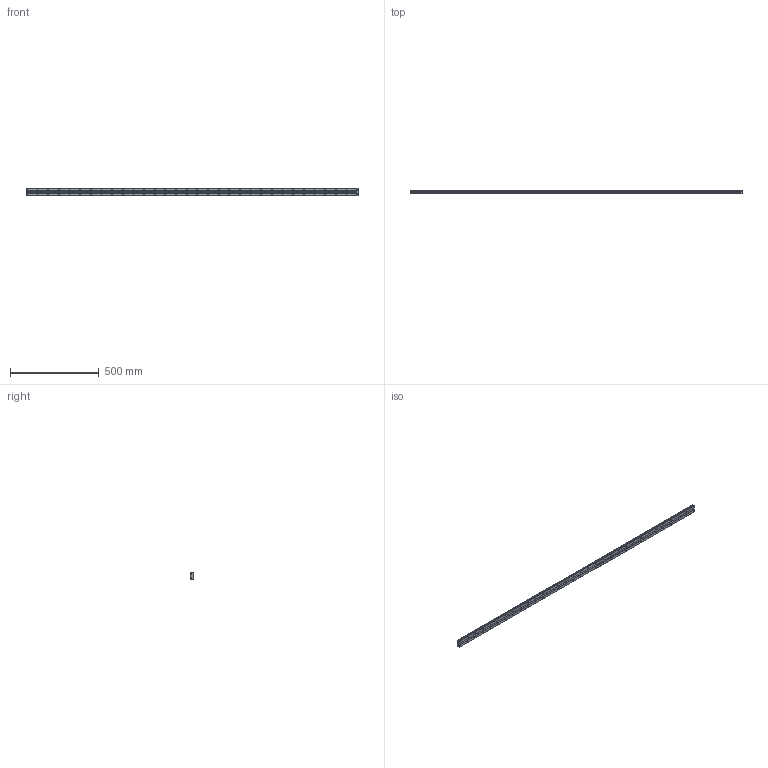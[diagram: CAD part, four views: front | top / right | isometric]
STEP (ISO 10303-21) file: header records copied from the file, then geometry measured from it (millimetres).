
FILE_DESCRIPTION (( 'STEP AP214' ), '1' );
FILE_NAME ('HRW27CA1SS-1870L_G5_0_B-M6F_898-6_0_0_0_1.STEP', '2021-07-05T12:55:12', ( '' ), ( '' ), 'SwSTEP 2.0', 'SolidWorks 2021', '' );
FILE_SCHEMA (( 'AUTOMOTIVE_DESIGN' ));
Length unit declared in the file: millimetre
Products named in the file (2): HRW27CA1SS-1870L_G5_0_B-M6F_898-6_0_0_0_1; _HRW27CA18705 Track
Assembly tree (1 placements, depth 2):
  HRW27CA1SS-1870L_G5_0_B-M6F_898-6_0_0_0_1
    _HRW27CA18705 Track
Bounding box: 1870 x 15 x 42 mm (x, y, z)
Volume: 1043412.5 mm3; surface area: 235107.6 mm2
Topology: 1 solids, 1 shells, 355 faces, 867 edges, 578 vertices
Faces by surface type: cylinder 261, plane 94
Entity records: 11045 total; most frequent: DIRECTION 2107, CARTESIAN_POINT 1804, ORIENTED_EDGE 1734, AXIS2_PLACEMENT_3D 881, EDGE_CURVE 867, VERTEX_POINT 578, EDGE_LOOP 547, CIRCLE 522
